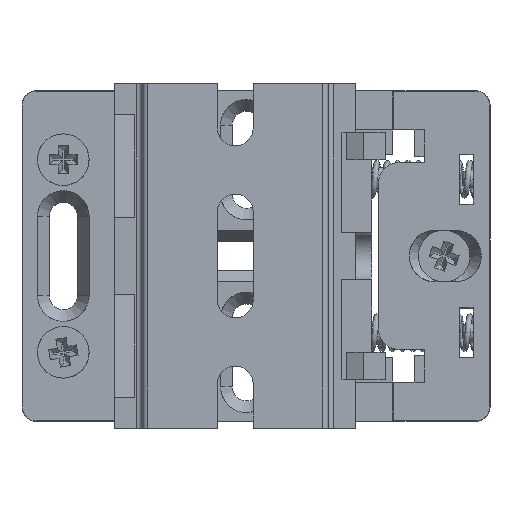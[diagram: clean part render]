
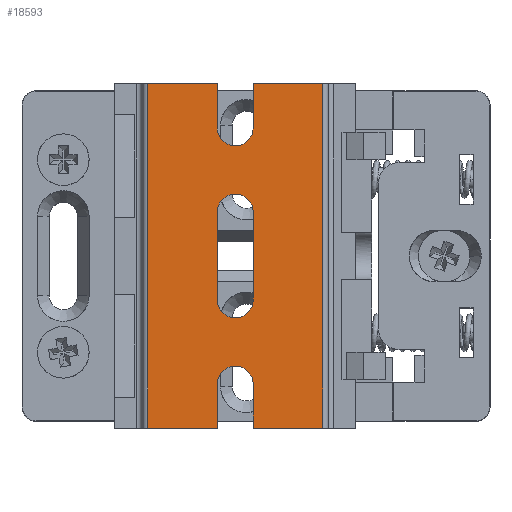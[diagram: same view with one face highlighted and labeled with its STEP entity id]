
A CAD part, top view. The second image highlights one B-rep face of the part: STEP entity #18593.
In plain terms, the highlighted face is planar.
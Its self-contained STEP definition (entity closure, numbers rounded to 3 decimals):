
#480 = FACE_BOUND ( 'NONE', #20120, .T. ) ;
#776 = CARTESIAN_POINT ( 'NONE',  ( -39.9, 6.4, 2.5 ) ) ;
#1152 = VECTOR ( 'NONE', #15547, 1000. ) ;
#1167 = CARTESIAN_POINT ( 'NONE',  ( -39.9, 0., 2.5 ) ) ;
#1204 = AXIS2_PLACEMENT_3D ( 'NONE', #22100, #9134, #2493 ) ;
#1469 = CARTESIAN_POINT ( 'NONE',  ( -55.2, 50., 2.5 ) ) ;
#1475 = DIRECTION ( 'NONE',  ( 1., 0., 0. ) ) ;
#1629 = DIRECTION ( 'NONE',  ( 0., 1., 0. ) ) ;
#1875 = VERTEX_POINT ( 'NONE', #1469 ) ;
#2471 = CARTESIAN_POINT ( 'NONE',  ( -39.9, 31.4, 2.5 ) ) ;
#2493 = DIRECTION ( 'NONE',  ( 1., 0., 0. ) ) ;
#2510 = LINE ( 'NONE', #7989, #22862 ) ;
#2558 = CARTESIAN_POINT ( 'NONE',  ( -45.1, 6.4, 2.5 ) ) ;
#2789 = AXIS2_PLACEMENT_3D ( 'NONE', #25454, #21305, #8341 ) ;
#2847 = LINE ( 'NONE', #12497, #13680 ) ;
#3081 = ORIENTED_EDGE ( 'NONE', *, *, #24134, .T. ) ;
#3223 = EDGE_CURVE ( 'NONE', #1875, #4333, #16354, .T. ) ;
#3550 = DIRECTION ( 'NONE',  ( 0., 0., 1. ) ) ;
#3679 = CARTESIAN_POINT ( 'NONE',  ( -42.5, 6.4, 2.5 ) ) ;
#3821 = CARTESIAN_POINT ( 'NONE',  ( -55.2, 0., 2.5 ) ) ;
#3850 = FACE_OUTER_BOUND ( 'NONE', #18399, .T. ) ;
#3989 = LINE ( 'NONE', #3821, #26346 ) ;
#4094 = ORIENTED_EDGE ( 'NONE', *, *, #14228, .T. ) ;
#4333 = VERTEX_POINT ( 'NONE', #17817 ) ;
#4548 = VERTEX_POINT ( 'NONE', #13710 ) ;
#4811 = CARTESIAN_POINT ( 'NONE',  ( -45.1, 18.6, 2.5 ) ) ;
#4924 = CIRCLE ( 'NONE', #2789, 2.6 ) ;
#4926 = CARTESIAN_POINT ( 'NONE',  ( -29.8, 50., 2.5 ) ) ;
#4972 = ORIENTED_EDGE ( 'NONE', *, *, #9485, .T. ) ;
#5011 = EDGE_CURVE ( 'NONE', #12886, #4548, #13265, .T. ) ;
#6161 = EDGE_CURVE ( 'NONE', #16233, #12886, #10875, .T. ) ;
#6338 = ORIENTED_EDGE ( 'NONE', *, *, #6161, .T. ) ;
#6489 = ORIENTED_EDGE ( 'NONE', *, *, #8976, .T. ) ;
#6982 = CARTESIAN_POINT ( 'NONE',  ( -55.2, 0., 2.5 ) ) ;
#7060 = VECTOR ( 'NONE', #19230, 1000. ) ;
#7080 = EDGE_CURVE ( 'NONE', #11561, #16912, #25715, .T. ) ;
#7259 = VERTEX_POINT ( 'NONE', #26911 ) ;
#7402 = DIRECTION ( 'NONE',  ( -1., 0., 0. ) ) ;
#7847 = ORIENTED_EDGE ( 'NONE', *, *, #3223, .F. ) ;
#7876 = CARTESIAN_POINT ( 'NONE',  ( -39.9, 50., 2.5 ) ) ;
#7989 = CARTESIAN_POINT ( 'NONE',  ( -55.2, 50., 2.5 ) ) ;
#8075 = LINE ( 'NONE', #4926, #24635 ) ;
#8341 = DIRECTION ( 'NONE',  ( 1., 0., 0. ) ) ;
#8389 = DIRECTION ( 'NONE',  ( -1., 0., 0. ) ) ;
#8506 = CARTESIAN_POINT ( 'NONE',  ( -45.1, 31.4, 2.5 ) ) ;
#8532 = EDGE_CURVE ( 'NONE', #8903, #16030, #3989, .T. ) ;
#8701 = ORIENTED_EDGE ( 'NONE', *, *, #17015, .T. ) ;
#8730 = DIRECTION ( 'NONE',  ( 1., 0., 0. ) ) ;
#8840 = CARTESIAN_POINT ( 'NONE',  ( -45.1, 50., 2.5 ) ) ;
#8901 = EDGE_CURVE ( 'NONE', #11561, #8903, #8075, .T. ) ;
#8903 = VERTEX_POINT ( 'NONE', #22074 ) ;
#8976 = EDGE_CURVE ( 'NONE', #11983, #7259, #23299, .T. ) ;
#9021 = DIRECTION ( 'NONE',  ( 0., 1., 0. ) ) ;
#9043 = ORIENTED_EDGE ( 'NONE', *, *, #11430, .T. ) ;
#9134 = DIRECTION ( 'NONE',  ( 0., 0., 1. ) ) ;
#9411 = AXIS2_PLACEMENT_3D ( 'NONE', #17476, #19673, #8730 ) ;
#9485 = EDGE_CURVE ( 'NONE', #22193, #11983, #11082, .T. ) ;
#9958 = DIRECTION ( 'NONE',  ( -1., 0., 0. ) ) ;
#10744 = VECTOR ( 'NONE', #17696, 1000. ) ;
#10875 = LINE ( 'NONE', #8506, #14251 ) ;
#11082 = CIRCLE ( 'NONE', #17374, 2.6 ) ;
#11430 = EDGE_CURVE ( 'NONE', #4548, #25388, #25477, .T. ) ;
#11561 = VERTEX_POINT ( 'NONE', #14321 ) ;
#11763 = VERTEX_POINT ( 'NONE', #8840 ) ;
#11983 = VERTEX_POINT ( 'NONE', #27004 ) ;
#12006 = CIRCLE ( 'NONE', #9411, 2.6 ) ;
#12317 = AXIS2_PLACEMENT_3D ( 'NONE', #18898, #3550, #1475 ) ;
#12497 = CARTESIAN_POINT ( 'NONE',  ( -39.9, 6.4, 2.5 ) ) ;
#12886 = VERTEX_POINT ( 'NONE', #4811 ) ;
#13265 = CIRCLE ( 'NONE', #12317, 2.6 ) ;
#13680 = VECTOR ( 'NONE', #16451, 1000. ) ;
#13710 = CARTESIAN_POINT ( 'NONE',  ( -39.9, 18.6, 2.5 ) ) ;
#14103 = ORIENTED_EDGE ( 'NONE', *, *, #26839, .F. ) ;
#14228 = EDGE_CURVE ( 'NONE', #11763, #16041, #27067, .T. ) ;
#14251 = VECTOR ( 'NONE', #19194, 1000. ) ;
#14321 = CARTESIAN_POINT ( 'NONE',  ( -29.8, 50., 2.5 ) ) ;
#15547 = DIRECTION ( 'NONE',  ( 0., -1., 0. ) ) ;
#15672 = ORIENTED_EDGE ( 'NONE', *, *, #8901, .T. ) ;
#15990 = VECTOR ( 'NONE', #17851, 1000. ) ;
#16003 = CARTESIAN_POINT ( 'NONE',  ( -39.9, 31.4, 2.5 ) ) ;
#16030 = VERTEX_POINT ( 'NONE', #1167 ) ;
#16041 = VERTEX_POINT ( 'NONE', #24920 ) ;
#16233 = VERTEX_POINT ( 'NONE', #23708 ) ;
#16354 = LINE ( 'NONE', #28015, #1152 ) ;
#16451 = DIRECTION ( 'NONE',  ( 0., 1., 0. ) ) ;
#16526 = DIRECTION ( 'NONE',  ( 1., 0., 0. ) ) ;
#16685 = ORIENTED_EDGE ( 'NONE', *, *, #7080, .F. ) ;
#16912 = VERTEX_POINT ( 'NONE', #7876 ) ;
#17015 = EDGE_CURVE ( 'NONE', #16041, #22367, #4924, .T. ) ;
#17374 = AXIS2_PLACEMENT_3D ( 'NONE', #3679, #21005, #16526 ) ;
#17476 = CARTESIAN_POINT ( 'NONE',  ( -42.5, 31.4, 2.5 ) ) ;
#17646 = VECTOR ( 'NONE', #9021, 1000. ) ;
#17696 = DIRECTION ( 'NONE',  ( 0., -1., 0. ) ) ;
#17817 = CARTESIAN_POINT ( 'NONE',  ( -55.2, 0., 2.5 ) ) ;
#17851 = DIRECTION ( 'NONE',  ( -1., 0., 0. ) ) ;
#18399 = EDGE_LOOP ( 'NONE', ( #20236, #23067, #4972, #6489, #20811, #7847, #14103, #4094, #8701, #3081, #16685, #15672 ) ) ;
#18589 = ORIENTED_EDGE ( 'NONE', *, *, #5011, .T. ) ;
#18593 = ADVANCED_FACE ( 'NONE', ( #480, #3850 ), #21737, .F. ) ;
#18898 = CARTESIAN_POINT ( 'NONE',  ( -42.5, 18.6, 2.5 ) ) ;
#19194 = DIRECTION ( 'NONE',  ( 0., -1., 0. ) ) ;
#19230 = DIRECTION ( 'NONE',  ( 0., -1., 0. ) ) ;
#19673 = DIRECTION ( 'NONE',  ( 0., 0., 1. ) ) ;
#19932 = EDGE_CURVE ( 'NONE', #7259, #4333, #24813, .T. ) ;
#20081 = CARTESIAN_POINT ( 'NONE',  ( -55.2, 50., 2.5 ) ) ;
#20120 = EDGE_LOOP ( 'NONE', ( #18589, #9043, #22026, #6338 ) ) ;
#20236 = ORIENTED_EDGE ( 'NONE', *, *, #8532, .T. ) ;
#20811 = ORIENTED_EDGE ( 'NONE', *, *, #19932, .T. ) ;
#21005 = DIRECTION ( 'NONE',  ( 0., 0., 1. ) ) ;
#21034 = CARTESIAN_POINT ( 'NONE',  ( -39.9, 56.4, 2.5 ) ) ;
#21305 = DIRECTION ( 'NONE',  ( 0., 0., 1. ) ) ;
#21443 = EDGE_CURVE ( 'NONE', #25388, #16233, #12006, .T. ) ;
#21737 = PLANE ( 'NONE',  #1204 ) ;
#22026 = ORIENTED_EDGE ( 'NONE', *, *, #21443, .T. ) ;
#22074 = CARTESIAN_POINT ( 'NONE',  ( -29.8, 0., 2.5 ) ) ;
#22100 = CARTESIAN_POINT ( 'NONE',  ( -55.2, 50., 2.5 ) ) ;
#22193 = VERTEX_POINT ( 'NONE', #776 ) ;
#22367 = VERTEX_POINT ( 'NONE', #23209 ) ;
#22862 = VECTOR ( 'NONE', #9958, 1000. ) ;
#22940 = LINE ( 'NONE', #21034, #26655 ) ;
#23067 = ORIENTED_EDGE ( 'NONE', *, *, #26901, .T. ) ;
#23209 = CARTESIAN_POINT ( 'NONE',  ( -39.9, 43.6, 2.5 ) ) ;
#23299 = LINE ( 'NONE', #2558, #10744 ) ;
#23708 = CARTESIAN_POINT ( 'NONE',  ( -45.1, 31.4, 2.5 ) ) ;
#24041 = VECTOR ( 'NONE', #7402, 1000. ) ;
#24134 = EDGE_CURVE ( 'NONE', #22367, #16912, #22940, .T. ) ;
#24536 = DIRECTION ( 'NONE',  ( 0., -1., 0. ) ) ;
#24635 = VECTOR ( 'NONE', #24536, 1000. ) ;
#24813 = LINE ( 'NONE', #6982, #15990 ) ;
#24920 = CARTESIAN_POINT ( 'NONE',  ( -45.1, 43.6, 2.5 ) ) ;
#25388 = VERTEX_POINT ( 'NONE', #16003 ) ;
#25454 = CARTESIAN_POINT ( 'NONE',  ( -42.5, 43.6, 2.5 ) ) ;
#25477 = LINE ( 'NONE', #2471, #17646 ) ;
#25664 = CARTESIAN_POINT ( 'NONE',  ( -45.1, 56.4, 2.5 ) ) ;
#25715 = LINE ( 'NONE', #20081, #24041 ) ;
#26346 = VECTOR ( 'NONE', #8389, 1000. ) ;
#26655 = VECTOR ( 'NONE', #1629, 1000. ) ;
#26839 = EDGE_CURVE ( 'NONE', #11763, #1875, #2510, .T. ) ;
#26901 = EDGE_CURVE ( 'NONE', #16030, #22193, #2847, .T. ) ;
#26911 = CARTESIAN_POINT ( 'NONE',  ( -45.1, 0., 2.5 ) ) ;
#27004 = CARTESIAN_POINT ( 'NONE',  ( -45.1, 6.4, 2.5 ) ) ;
#27067 = LINE ( 'NONE', #25664, #7060 ) ;
#28015 = CARTESIAN_POINT ( 'NONE',  ( -55.2, 50., 2.5 ) ) ;
